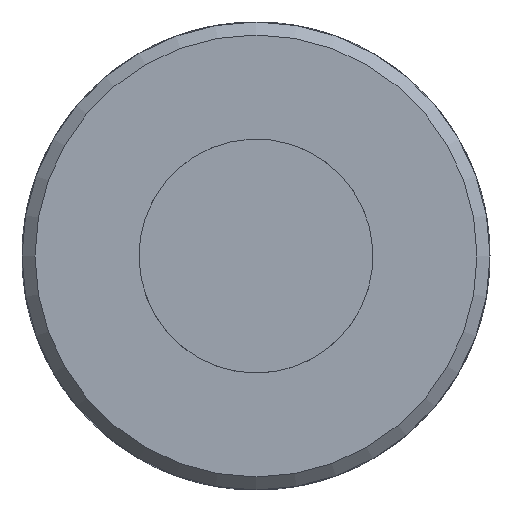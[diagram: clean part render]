
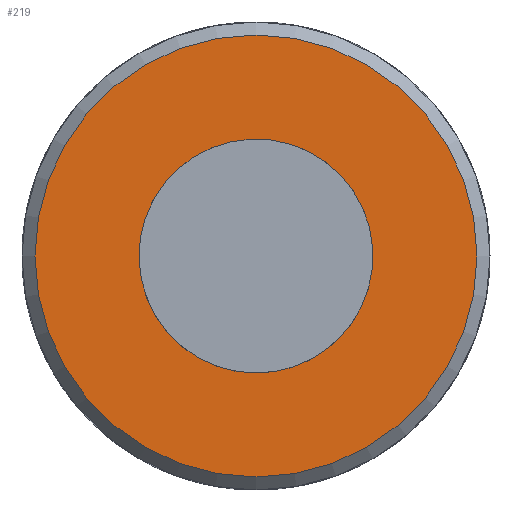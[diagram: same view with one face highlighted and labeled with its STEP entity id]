
A CAD part, left-side view. The second image highlights one B-rep face of the part: STEP entity #219.
In plain terms, the highlighted planar face has unit normal (-1, 0, 0).
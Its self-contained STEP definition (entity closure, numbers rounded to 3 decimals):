
#219 = ADVANCED_FACE( '', ( #451, #452 ), #453, .F. );
#451 = FACE_OUTER_BOUND( '', #731, .T. );
#452 = FACE_BOUND( '', #732, .T. );
#453 = PLANE( '', #733 );
#731 = EDGE_LOOP( '', ( #1080 ) );
#732 = EDGE_LOOP( '', ( #1081 ) );
#733 = AXIS2_PLACEMENT_3D( '', #1082, #1083, #1084 );
#1080 = ORIENTED_EDGE( '', *, *, #1589, .F. );
#1081 = ORIENTED_EDGE( '', *, *, #1518, .T. );
#1082 = CARTESIAN_POINT( '', ( 0., 0., 0. ) );
#1083 = DIRECTION( '', ( 1., 0., 0. ) );
#1084 = DIRECTION( '', ( 0., 0., -1. ) );
#1518 = EDGE_CURVE( '', #1739, #1739, #1740, .T. );
#1589 = EDGE_CURVE( '', #1859, #1859, #1860, .T. );
#1739 = VERTEX_POINT( '', #2109 );
#1740 = CIRCLE( '', #2110, 9. );
#1859 = VERTEX_POINT( '', #2981 );
#1860 = CIRCLE( '', #2982, 17. );
#2109 = CARTESIAN_POINT( '', ( 0., 0., -9. ) );
#2110 = AXIS2_PLACEMENT_3D( '', #3474, #3475, #3476 );
#2981 = CARTESIAN_POINT( '', ( 0., 0., -17. ) );
#2982 = AXIS2_PLACEMENT_3D( '', #3556, #3557, #3558 );
#3474 = CARTESIAN_POINT( '', ( 0., 0., 0. ) );
#3475 = DIRECTION( '', ( 1., 0., 0. ) );
#3476 = DIRECTION( '', ( 0., 0., -1. ) );
#3556 = CARTESIAN_POINT( '', ( 0., 0., 0. ) );
#3557 = DIRECTION( '', ( 1., 0., 0. ) );
#3558 = DIRECTION( '', ( 0., 0., -1. ) );
